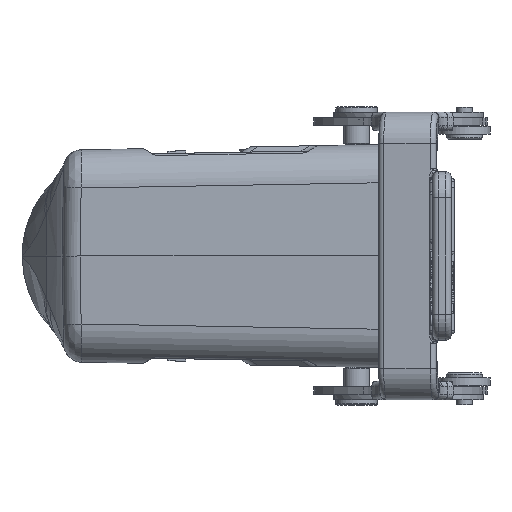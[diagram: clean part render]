
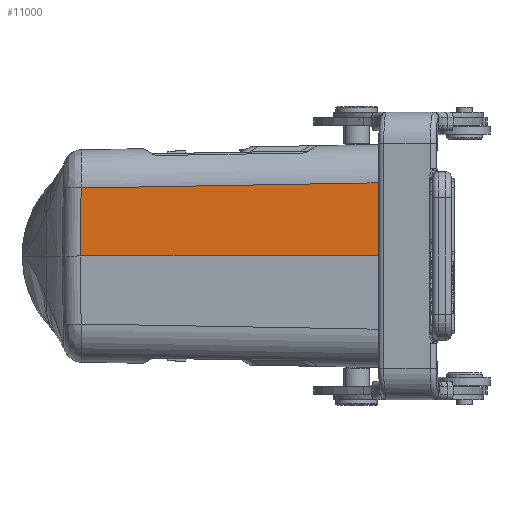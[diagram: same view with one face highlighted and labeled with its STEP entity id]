
A CAD part, left-side view. The second image highlights one B-rep face of the part: STEP entity #11000.
In plain terms, the highlighted planar face has unit normal (-1, 0.018, 0.017).
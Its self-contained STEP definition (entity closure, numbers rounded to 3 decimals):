
#9446=PLANE('',#34787);
#11000=ADVANCED_FACE('',(#12704),#9446,.T.);
#12704=FACE_OUTER_BOUND('',#14437,.T.);
#14437=EDGE_LOOP('',(#21900,#21901,#21902,#21903));
#21900=ORIENTED_EDGE('',*,*,#25003,.T.);
#21901=ORIENTED_EDGE('',*,*,#28074,.F.);
#21902=ORIENTED_EDGE('',*,*,#28089,.F.);
#21903=ORIENTED_EDGE('',*,*,#28090,.T.);
#22523=VERTEX_POINT('',#42395);
#22537=VERTEX_POINT('',#42684);
#22539=VERTEX_POINT('',#42707);
#22542=VERTEX_POINT('',#42712);
#25003=EDGE_CURVE('',#22539,#22542,#28534,.T.);
#28074=EDGE_CURVE('',#22537,#22542,#30317,.T.);
#28089=EDGE_CURVE('',#22523,#22537,#30326,.T.);
#28090=EDGE_CURVE('',#22523,#22539,#30327,.T.);
#28534=LINE('',#42713,#30693);
#30317=LINE('',#54793,#32554);
#30326=LINE('',#54926,#32563);
#30327=LINE('',#54928,#32564);
#30693=VECTOR('',#35477,1.);
#32554=VECTOR('',#41320,1.);
#32563=VECTOR('',#41349,1.);
#32564=VECTOR('',#41352,1.);
#34787=AXIS2_PLACEMENT_3D('',#54929,#41353,#41354);
#35477=DIRECTION('',(0.017,0.,1.));
#41320=DIRECTION('',(-0.017,-1.,0.017));
#41349=DIRECTION('',(0.017,-0.017,1.));
#41352=DIRECTION('',(-0.017,-1.,0.));
#41353=DIRECTION('',(-1.,0.017,0.017));
#41354=DIRECTION('',(0.017,1.,0.));
#42395=CARTESIAN_POINT('',(-58.978,128.562,0.));
#42684=CARTESIAN_POINT('',(-58.753,128.333,13.114));
#42707=CARTESIAN_POINT('',(-59.995,70.309,0.));
#42712=CARTESIAN_POINT('',(-59.748,70.309,14.127));
#42713=CARTESIAN_POINT('',(-59.57,70.309,24.334));
#54793=CARTESIAN_POINT('',(-59.757,69.801,14.135));
#54926=CARTESIAN_POINT('',(-58.543,128.119,25.331));
#54928=CARTESIAN_POINT('',(-58.978,128.562,0.));
#54929=CARTESIAN_POINT('',(-59.575,70.,24.335));
